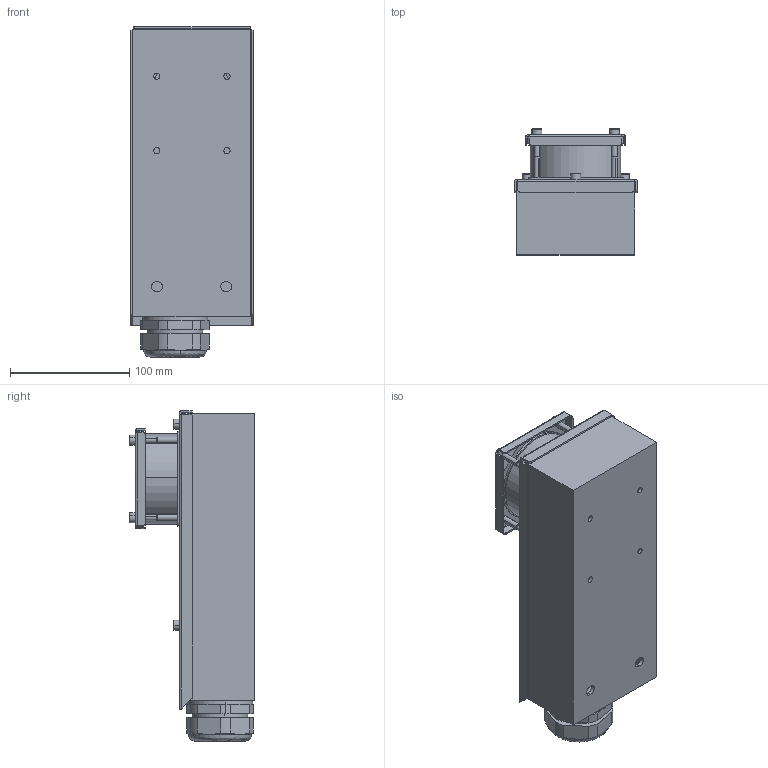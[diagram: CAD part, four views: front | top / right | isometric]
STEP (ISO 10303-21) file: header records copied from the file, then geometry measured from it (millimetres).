
FILE_DESCRIPTION (( 'STEP AP203' ), '1' );
FILE_NAME ('L11-AA (PPT A) BODY ASSY.STEP', '2015-04-06T19:07:46', ( '' ), ( '' ), 'SwSTEP 2.0', 'SolidWorks 2015', '' );
FILE_SCHEMA (( 'CONFIG_CONTROL_DESIGN' ));
Length unit declared in the file: millimetre
Products named in the file (14): VP02-GK3 (2.7in VP CUSHION GASKET); L11-BODY001 (L11-AA BODY) R1.1; VP02-VP7 (3.15in GLASS VP); SM5 WELD NUT; VP02-FP1 (REV 1.2); PG36 CORD GRIP; SM5x40 8S; PG36 NPB NUT; SM5x10 8S; L11-GK001 (LL-11 LID-BODY GASKET); L11-AA (PPT A) BODY ASSY; L11-LID001; L1-GK02 (L1 LID-TUBE GASKET); TUBE-POLY-3-.125 (3in OD POLY TUBE)
Assembly tree (20 placements, depth 2):
  L11-AA (PPT A) BODY ASSY
    L11-BODY001 (L11-AA BODY) R1.1
    SM5 WELD NUT  x3
    PG36 CORD GRIP
    PG36 NPB NUT
    L11-GK001 (LL-11 LID-BODY GASKET)
    L11-LID001
    L1-GK02 (L1 LID-TUBE GASKET)
    TUBE-POLY-3-.125 (3in OD POLY TUBE)
    VP02-GK3 (2.7in VP CUSHION GASKET)
    VP02-VP7 (3.15in GLASS VP)
    VP02-FP1 (REV 1.2)
    SM5x40 8S  x4
    SM5x10 8S  x3
Bounding box: 103.02 x 105.44 x 277.42 mm (x, y, z)
Volume: 372988.7 mm3; surface area: 301605.1 mm2
Topology: 24 solids, 24 shells, 556 faces, 1338 edges, 874 vertices
Faces by surface type: plane 268, cylinder 232, bspline 34, cone 22
Entity records: 14940 total; most frequent: CARTESIAN_POINT 3149, DIRECTION 2184, ORIENTED_EDGE 2036, EDGE_CURVE 1018, AXIS2_PLACEMENT_3D 813, VERTEX_POINT 666, VECTOR 558, LINE 558
